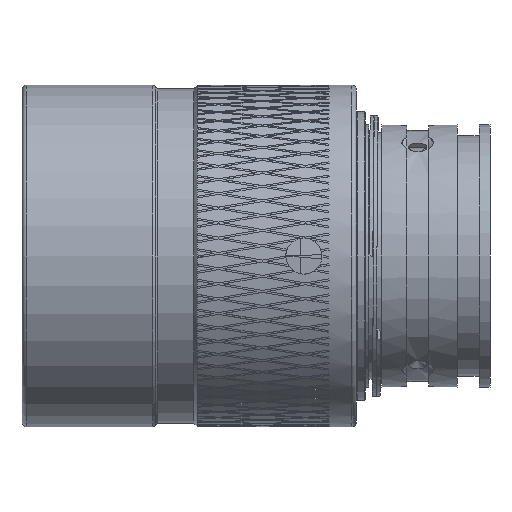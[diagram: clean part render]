
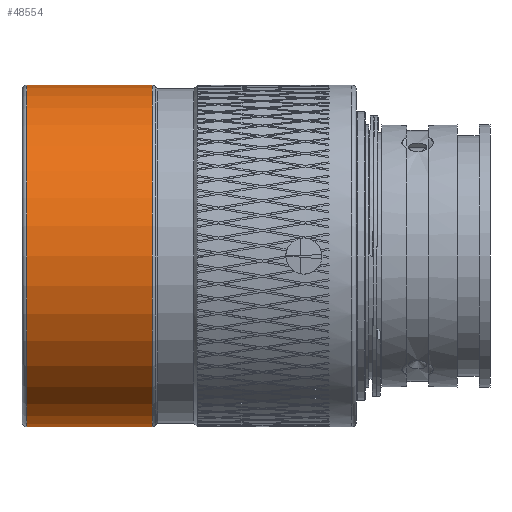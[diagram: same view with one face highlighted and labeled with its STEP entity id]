
A CAD part, front view. The second image highlights one B-rep face of the part: STEP entity #48554.
In plain terms, the highlighted cylindrical face has radius 18.9 mm (diameter 37.8 mm), a full revolution.
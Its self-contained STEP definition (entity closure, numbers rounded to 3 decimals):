
#1510=CIRCLE('',#51856,18.9);
#1511=CIRCLE('',#51857,18.9);
#1516=CIRCLE('',#51864,18.9);
#1517=CIRCLE('',#51865,18.9);
#1518=CIRCLE('',#51866,18.9);
#4851=FACE_OUTER_BOUND('',#7678,.T.);
#7678=EDGE_LOOP('',(#34960,#34961,#34962,#34963,#34964,#34965,#34966));
#15128=LINE('',#74384,#16679);
#16679=VECTOR('',#57216,18.9);
#19131=VERTEX_POINT('',#74364);
#19132=VERTEX_POINT('',#74366);
#19136=VERTEX_POINT('',#74379);
#19137=VERTEX_POINT('',#74380);
#19138=VERTEX_POINT('',#74382);
#25065=EDGE_CURVE('',#19131,#19132,#1510,.T.);
#25066=EDGE_CURVE('',#19132,#19131,#1511,.T.);
#25072=EDGE_CURVE('',#19136,#19137,#1516,.T.);
#25073=EDGE_CURVE('',#19138,#19136,#1517,.T.);
#25074=EDGE_CURVE('',#19138,#19132,#15128,.T.);
#25075=EDGE_CURVE('',#19137,#19138,#1518,.T.);
#34960=ORIENTED_EDGE('',*,*,#25072,.F.);
#34961=ORIENTED_EDGE('',*,*,#25073,.F.);
#34962=ORIENTED_EDGE('',*,*,#25074,.T.);
#34963=ORIENTED_EDGE('',*,*,#25065,.F.);
#34964=ORIENTED_EDGE('',*,*,#25066,.F.);
#34965=ORIENTED_EDGE('',*,*,#25074,.F.);
#34966=ORIENTED_EDGE('',*,*,#25075,.F.);
#44607=CYLINDRICAL_SURFACE('',#51863,18.9);
#48554=ADVANCED_FACE('',(#4851),#44607,.T.);
#51856=AXIS2_PLACEMENT_3D('',#74367,#57195,#57196);
#51857=AXIS2_PLACEMENT_3D('',#74368,#57197,#57198);
#51863=AXIS2_PLACEMENT_3D('',#74378,#57210,#57211);
#51864=AXIS2_PLACEMENT_3D('',#74381,#57212,#57213);
#51865=AXIS2_PLACEMENT_3D('',#74383,#57214,#57215);
#51866=AXIS2_PLACEMENT_3D('',#74385,#57217,#57218);
#57195=DIRECTION('center_axis',(1.,0.,0.));
#57196=DIRECTION('ref_axis',(0.,1.,0.));
#57197=DIRECTION('center_axis',(1.,0.,0.));
#57198=DIRECTION('ref_axis',(0.,1.,0.));
#57210=DIRECTION('center_axis',(-1.,0.,0.));
#57211=DIRECTION('ref_axis',(0.,1.,0.));
#57212=DIRECTION('center_axis',(-1.,0.,0.));
#57213=DIRECTION('ref_axis',(0.,-1.,0.));
#57214=DIRECTION('center_axis',(-1.,0.,0.));
#57215=DIRECTION('ref_axis',(0.,-1.,0.));
#57216=DIRECTION('',(1.,0.,0.));
#57217=DIRECTION('center_axis',(-1.,0.,0.));
#57218=DIRECTION('ref_axis',(0.,-1.,0.));
#74364=CARTESIAN_POINT('',(3.093,0.,18.9));
#74366=CARTESIAN_POINT('',(3.093,-18.9,0.));
#74367=CARTESIAN_POINT('Origin',(3.093,0.,0.));
#74368=CARTESIAN_POINT('Origin',(3.093,0.,0.));
#74378=CARTESIAN_POINT('Origin',(7.2,0.,0.));
#74379=CARTESIAN_POINT('',(-10.8,18.9,0.));
#74380=CARTESIAN_POINT('',(-10.8,0.,-18.9));
#74381=CARTESIAN_POINT('Origin',(-10.8,0.,0.));
#74382=CARTESIAN_POINT('',(-10.8,-18.9,0.));
#74383=CARTESIAN_POINT('Origin',(-10.8,0.,0.));
#74384=CARTESIAN_POINT('',(7.2,-18.9,0.));
#74385=CARTESIAN_POINT('Origin',(-10.8,0.,0.));
